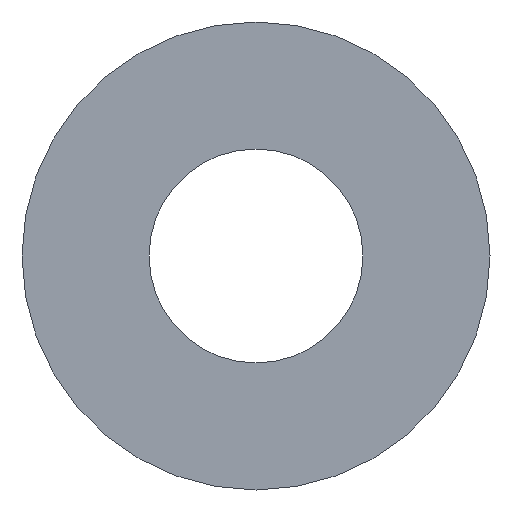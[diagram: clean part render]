
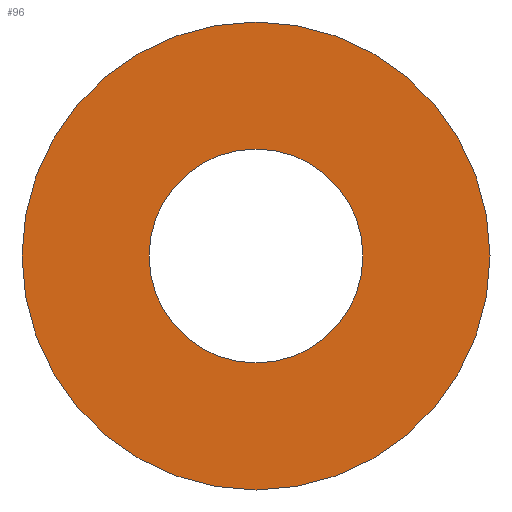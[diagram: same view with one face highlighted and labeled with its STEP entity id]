
A CAD part, front view. The second image highlights one B-rep face of the part: STEP entity #96.
In plain terms, the highlighted planar face has unit normal (0, -1, 0).
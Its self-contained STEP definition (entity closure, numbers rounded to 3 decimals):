
#5 = DIRECTION ( 'NONE',  ( 0., 1., 0. ) ) ;
#12 = DIRECTION ( 'NONE',  ( 0., 0., 1. ) ) ;
#14 = EDGE_CURVE ( 'NONE', #139, #97, #45, .T. ) ;
#15 = AXIS2_PLACEMENT_3D ( 'NONE', #164, #108, #12 ) ;
#22 = CARTESIAN_POINT ( 'NONE',  ( 0., 0., 8. ) ) ;
#31 = CARTESIAN_POINT ( 'NONE',  ( 0., 0., 0. ) ) ;
#34 = VERTEX_POINT ( 'NONE', #74 ) ;
#44 = CIRCLE ( 'NONE', #73, 17.5 ) ;
#45 = CIRCLE ( 'NONE', #15, 8. ) ;
#50 = DIRECTION ( 'NONE',  ( 0., 0., 1. ) ) ;
#58 = CARTESIAN_POINT ( 'NONE',  ( 0., 0., 0. ) ) ;
#61 = DIRECTION ( 'NONE',  ( 0., 1., 0. ) ) ;
#67 = CIRCLE ( 'NONE', #185, 17.5 ) ;
#71 = DIRECTION ( 'NONE',  ( 0., 1., 0. ) ) ;
#73 = AXIS2_PLACEMENT_3D ( 'NONE', #58, #5, #174 ) ;
#74 = CARTESIAN_POINT ( 'NONE',  ( 0., 0., 17.5 ) ) ;
#79 = ORIENTED_EDGE ( 'NONE', *, *, #80, .T. ) ;
#80 = EDGE_CURVE ( 'NONE', #97, #139, #111, .T. ) ;
#81 = AXIS2_PLACEMENT_3D ( 'NONE', #197, #61, #50 ) ;
#83 = CARTESIAN_POINT ( 'NONE',  ( 0., 0., 0. ) ) ;
#92 = ORIENTED_EDGE ( 'NONE', *, *, #199, .F. ) ;
#96 = ADVANCED_FACE ( 'NONE', ( #116, #101 ), #160, .F. ) ;
#97 = VERTEX_POINT ( 'NONE', #163 ) ;
#101 = FACE_BOUND ( 'NONE', #112, .T. ) ;
#103 = ORIENTED_EDGE ( 'NONE', *, *, #14, .T. ) ;
#104 = DIRECTION ( 'NONE',  ( 0., 0., 1. ) ) ;
#108 = DIRECTION ( 'NONE',  ( 0., 1., 0. ) ) ;
#111 = CIRCLE ( 'NONE', #81, 8. ) ;
#112 = EDGE_LOOP ( 'NONE', ( #79, #103 ) ) ;
#116 = FACE_OUTER_BOUND ( 'NONE', #131, .T. ) ;
#120 = EDGE_CURVE ( 'NONE', #170, #34, #67, .T. ) ;
#129 = DIRECTION ( 'NONE',  ( 0., 1., 0. ) ) ;
#131 = EDGE_LOOP ( 'NONE', ( #147, #92 ) ) ;
#139 = VERTEX_POINT ( 'NONE', #22 ) ;
#147 = ORIENTED_EDGE ( 'NONE', *, *, #120, .F. ) ;
#160 = PLANE ( 'NONE',  #190 ) ;
#163 = CARTESIAN_POINT ( 'NONE',  ( 0., 0., -8. ) ) ;
#164 = CARTESIAN_POINT ( 'NONE',  ( 0., 0., 0. ) ) ;
#170 = VERTEX_POINT ( 'NONE', #189 ) ;
#174 = DIRECTION ( 'NONE',  ( 0., 0., 1. ) ) ;
#176 = DIRECTION ( 'NONE',  ( 0., 0., 1. ) ) ;
#185 = AXIS2_PLACEMENT_3D ( 'NONE', #83, #129, #104 ) ;
#189 = CARTESIAN_POINT ( 'NONE',  ( 0., 0., -17.5 ) ) ;
#190 = AXIS2_PLACEMENT_3D ( 'NONE', #31, #71, #176 ) ;
#197 = CARTESIAN_POINT ( 'NONE',  ( 0., 0., 0. ) ) ;
#199 = EDGE_CURVE ( 'NONE', #34, #170, #44, .T. ) ;
